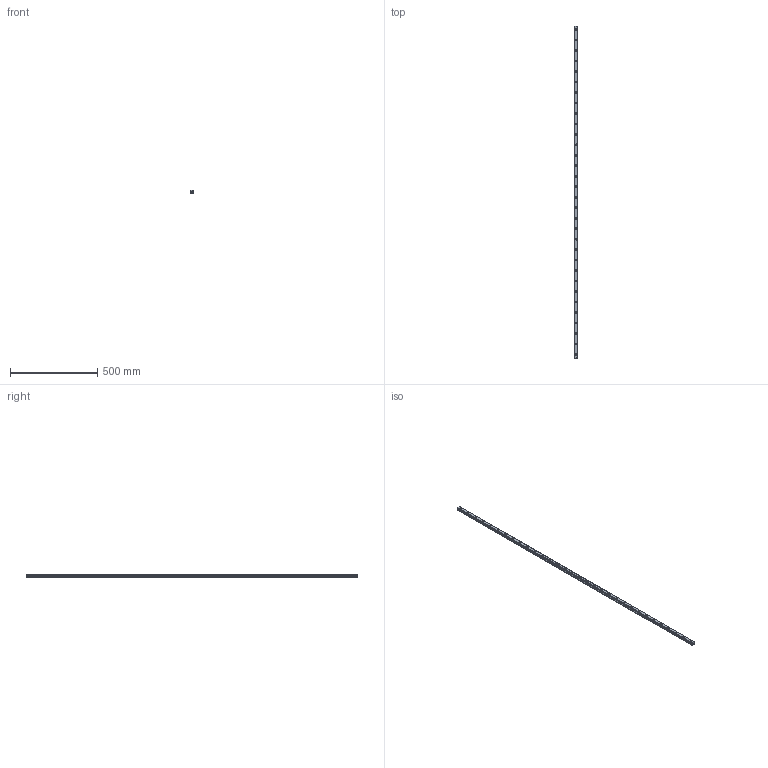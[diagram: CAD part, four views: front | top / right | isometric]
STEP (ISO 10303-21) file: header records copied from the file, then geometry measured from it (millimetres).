
FILE_DESCRIPTION(('STEP AP214'),'1');
FILE_NAME('cctmp_1C8C0B1E-5ED8-49D2-8A29-BFD3BCFB4E54_2020_5_18_12_18_35_441..stp','2020-05-18T10:18:35',('HIWIN GmbH'),('CADClick - www.CADClick.com'),'Spatial InterOp 3D',' ','unknown authorization');
FILE_SCHEMA(('AUTOMOTIVE_DESIGN'));
Length unit declared in the file: millimetre
Products named in the file (1): HGR20R1900H_FILE
Bounding box: 20 x 1900 x 17.5 mm (x, y, z)
Volume: 542925.7 mm3; surface area: 161493.5 mm2
Topology: 1 solids, 1 shells, 395 faces, 879 edges, 586 vertices
Faces by surface type: cylinder 214, plane 181
Entity records: 14305 total; most frequent: DIRECTION 2099, CARTESIAN_POINT 1861, ORIENTED_EDGE 1758, EDGE_CURVE 879, AXIS2_PLACEMENT_3D 824, VERTEX_POINT 586, EDGE_LOOP 495, LINE 451
